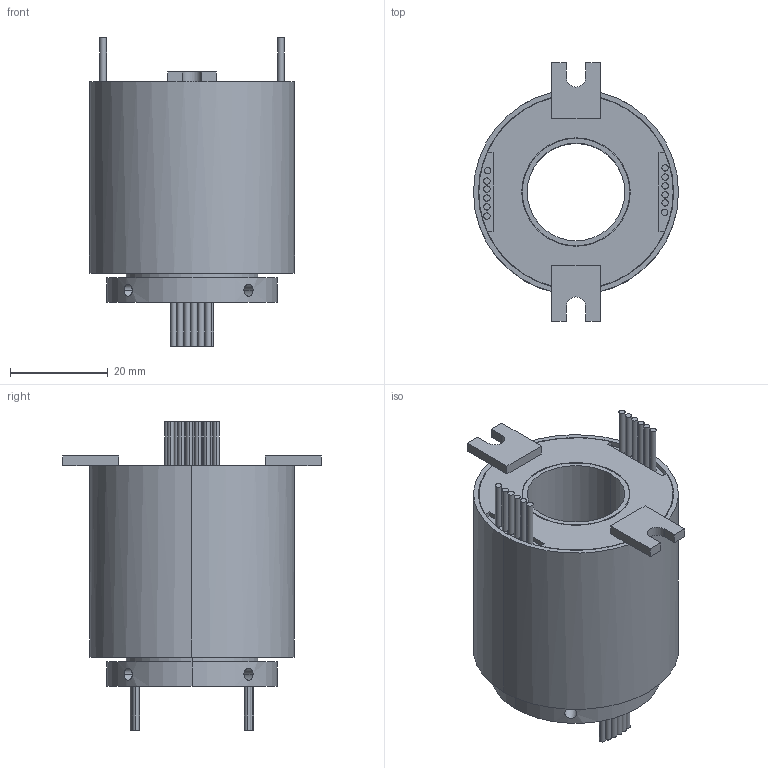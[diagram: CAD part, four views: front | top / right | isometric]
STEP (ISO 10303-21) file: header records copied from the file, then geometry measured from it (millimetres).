
FILE_DESCRIPTION (( 'STEP AP203' ), '1' );
FILE_NAME ('MT2042-S12.STEP', '2020-07-27T01:23:54', ( '微软用户' ), ( '微软中国' ), 'SwSTEP 2.0', 'SolidWorks 2014', '' );
FILE_SCHEMA (( 'CONFIG_CONTROL_DESIGN' ));
Length unit declared in the file: millimetre
Products named in the file (1): MT2042-S12
Bounding box: 42 x 53 x 63.2 mm (x, y, z)
Volume: 45884.7 mm3; surface area: 14936.8 mm2
Topology: 1 solids, 1 shells, 153 faces, 354 edges, 232 vertices
Faces by surface type: cylinder 88, plane 65
Entity records: 4785 total; most frequent: CARTESIAN_POINT 1044, DIRECTION 822, ORIENTED_EDGE 708, EDGE_CURVE 354, AXIS2_PLACEMENT_3D 330, VERTEX_POINT 232, EDGE_LOOP 196, CIRCLE 176
